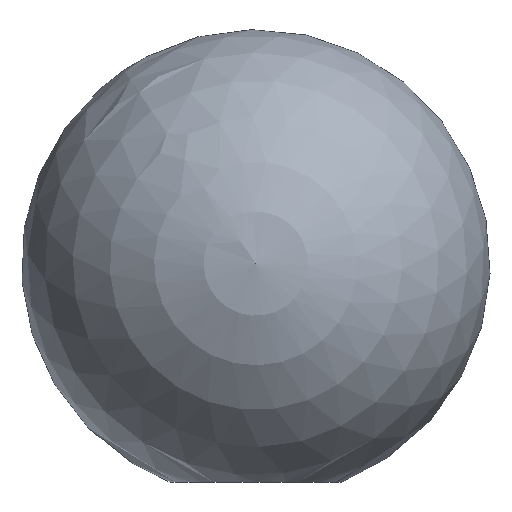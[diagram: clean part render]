
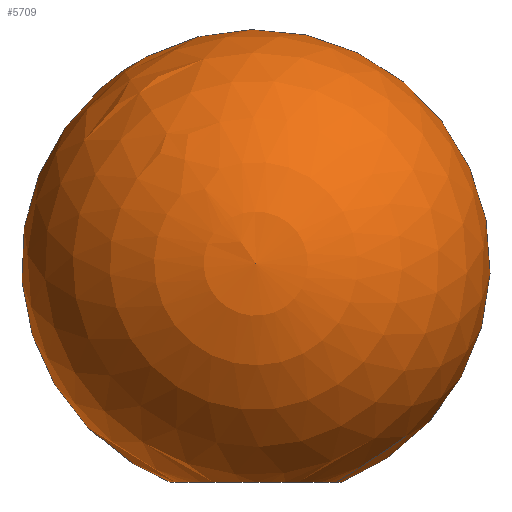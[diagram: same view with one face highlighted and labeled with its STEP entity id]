
A CAD part, top view. The second image highlights one B-rep face of the part: STEP entity #5709.
In plain terms, the highlighted spherical face has radius 17.5 mm.
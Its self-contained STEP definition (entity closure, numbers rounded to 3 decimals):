
#84 = CIRCLE ( 'NONE', #4139, 6.4 ) ;
#363 = ORIENTED_EDGE ( 'NONE', *, *, #2494, .F. ) ;
#391 = VERTEX_POINT ( 'NONE', #1907 ) ;
#655 = DIRECTION ( 'NONE',  ( 1., 0., 0. ) ) ;
#1907 = CARTESIAN_POINT ( 'NONE',  ( 6.4, -16.288, 0. ) ) ;
#2494 = EDGE_CURVE ( 'NONE', #391, #391, #84, .T. ) ;
#2663 = SPHERICAL_SURFACE ( 'NONE', #3477, 17.5 ) ;
#3477 = AXIS2_PLACEMENT_3D ( 'NONE', #9484, #7954, #655 ) ;
#4001 = EDGE_LOOP ( 'NONE', ( #363 ) ) ;
#4139 = AXIS2_PLACEMENT_3D ( 'NONE', #6030, #9934, #8426 ) ;
#5709 = ADVANCED_FACE ( 'NONE', ( #6423 ), #2663, .T. ) ;
#6030 = CARTESIAN_POINT ( 'NONE',  ( 0., -16.288, 0. ) ) ;
#6423 = FACE_OUTER_BOUND ( 'NONE', #4001, .T. ) ;
#7954 = DIRECTION ( 'NONE',  ( 0., 0., 1. ) ) ;
#8426 = DIRECTION ( 'NONE',  ( 1., 0., 0. ) ) ;
#9484 = CARTESIAN_POINT ( 'NONE',  ( 0., 0., 0. ) ) ;
#9934 = DIRECTION ( 'NONE',  ( 0., -1., 0. ) ) ;
